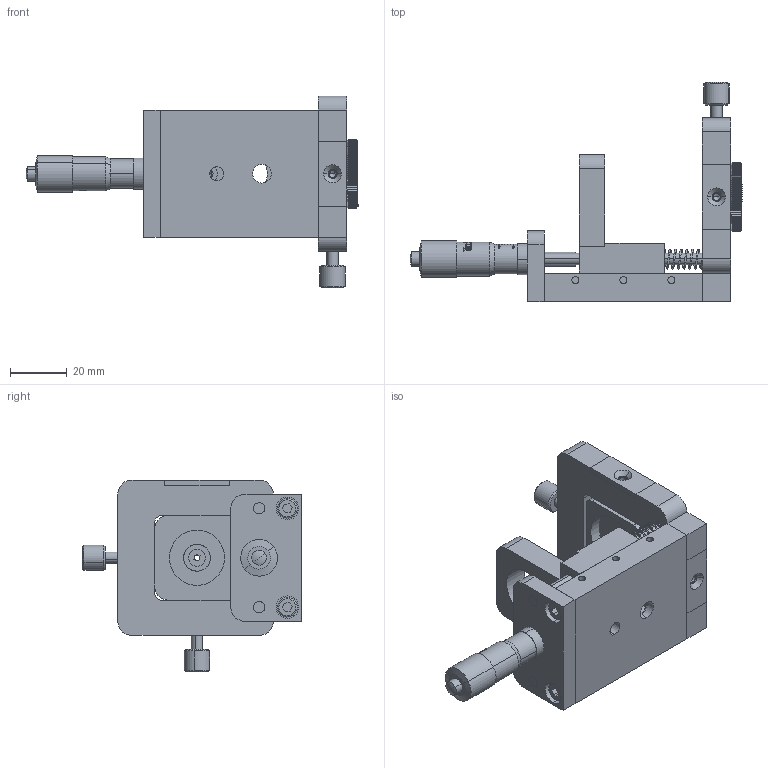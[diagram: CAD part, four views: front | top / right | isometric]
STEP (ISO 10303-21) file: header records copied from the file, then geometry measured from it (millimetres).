
FILE_DESCRIPTION (( 'STEP AP203' ), '1' );
FILE_NAME ('07SFM-1M.STEP', '2016-04-25T06:04:39', ( '' ), ( '' ), 'SwSTEP 2.0', 'SolidWorks 2016', '' );
FILE_SCHEMA (( 'CONFIG_CONTROL_DESIGN' ));
Length unit declared in the file: millimetre
Products named in the file (1): 07SFM-1M
Bounding box: 117.52 x 77.51 x 67.91 mm (x, y, z)
Volume: 81424.9 mm3; surface area: 50815.7 mm2
Topology: 39 solids, 39 shells, 1407 faces, 3318 edges, 2040 vertices
Faces by surface type: plane 627, cylinder 341, cone 268, bspline 138, sphere 23, torus 10
Entity records: 55975 total; most frequent: CARTESIAN_POINT 25184, ORIENTED_EDGE 6500, DIRECTION 6005, EDGE_CURVE 3250, AXIS2_PLACEMENT_3D 2325, VERTEX_POINT 2011, EDGE_LOOP 1571, ADVANCED_FACE 1407
